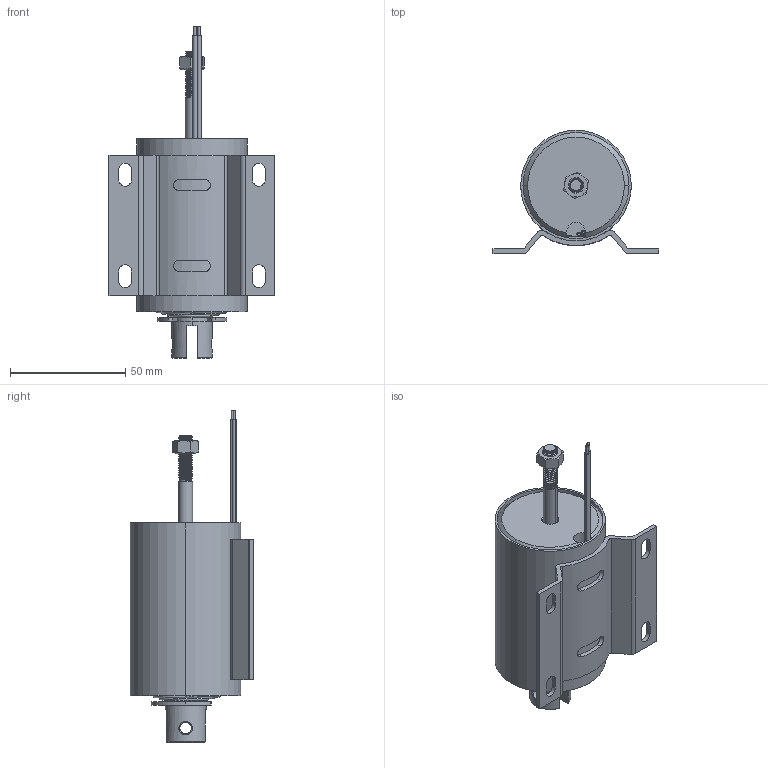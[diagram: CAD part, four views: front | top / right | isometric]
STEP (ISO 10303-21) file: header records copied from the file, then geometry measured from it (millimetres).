
FILE_DESCRIPTION (( 'STEP AP203' ), '1' );
FILE_NAME ('TU4875T-24A6.3萇棠沺.STEP', '2025-11-26T11:09:55', ( 'admin' ), ( '' ), 'SwSTEP 2.0', 'SolidWorks 2020', '' );
FILE_SCHEMA (( 'CONFIG_CONTROL_DESIGN' ));
Length unit declared in the file: millimetre
Products named in the file (14): SQ1880粟銅; TU4875ヶ裔; TU4875芢裝; TU3257盄殤え; e rings gb_GB_CONNECTING_PIECE_RINGS_HR 15; TU3257隅沺郋; TU4875T-24A6.3萇棠沺; TU3257雄沺郋; SQ1880肣奪; TU3257盄婦; TU3257假蚾殤; 竘盄; hex nuts, style 2-grades ab gb_GB_HEXAGON_TYPE13 M6 Normal Style-N; TU3257俋褲
Assembly tree (14 placements, depth 2):
  TU4875T-24A6.3萇棠沺
    TU3257俋褲
    TU3257隅沺郋
    TU3257雄沺郋
    TU3257盄殤え  x2
    TU3257盄婦
    TU3257假蚾殤
    竘盄
    SQ1880肣奪
    TU4875芢裝
    e rings gb_GB_CONNECTING_PIECE_RINGS_HR 15
    SQ1880粟銅
    TU4875ヶ裔
    hex nuts, style 2-grades ab gb_GB_HEXAGON_TYPE13 M6 Normal Style-N
Bounding box: 72 x 53.5 x 144 mm (x, y, z)
Volume: 146738.8 mm3; surface area: 79715 mm2
Topology: 15 solids, 15 shells, 283 faces, 684 edges, 442 vertices
Faces by surface type: cylinder 143, plane 84, cone 43, bspline 9, torus 4
Entity records: 17720 total; most frequent: CARTESIAN_POINT 9794, DIRECTION 1361, ORIENTED_EDGE 1340, EDGE_CURVE 670, AXIS2_PLACEMENT_3D 545, VERTEX_POINT 434, EDGE_LOOP 320, ADVANCED_FACE 277
